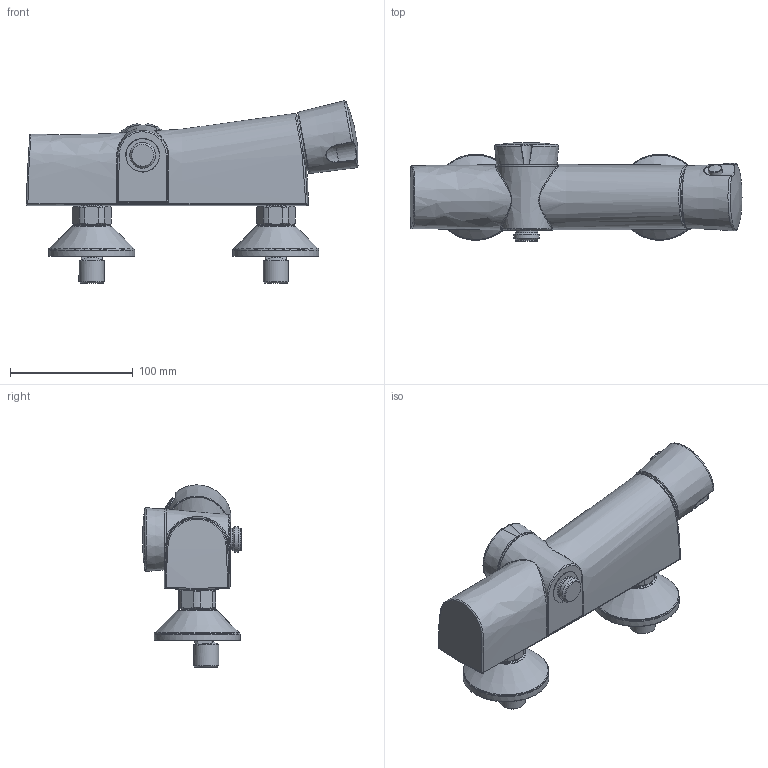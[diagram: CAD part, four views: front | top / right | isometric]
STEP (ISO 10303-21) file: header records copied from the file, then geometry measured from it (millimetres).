
FILE_DESCRIPTION (( 'STEP AP203' ), '1' );
FILE_NAME ('6370U+64640101.STEP', '2017-03-09T05:56:58', ( '' ), ( '' ), 'SwSTEP 2.0', 'SolidWorks 2016', '' );
FILE_SCHEMA (( 'CONFIG_CONTROL_DESIGN' ));
Length unit declared in the file: millimetre
Products named in the file (1): 6370U+64640101
Bounding box: 270.4 x 80.27 x 148.42 mm (x, y, z)
Surface area: 108224.8 mm2 (no closed solid volume)
Topology: 0 solids, 7 shells, 205 faces, 437 edges, 265 vertices
Faces by surface type: plane 48, cone 47, bspline 46, cylinder 39, sphere 13, torus 12
Full cylindrical faces by diameter (mm): 11.3 x1, 18 x1, 18.2 x1, 20.6 x2, 20.955 x1, 24 x2, 26 x2, 26.2 x4, 38.169 x1, 49 x1, 69.2 x2, 70 x2
Entity records: 11478 total; most frequent: CARTESIAN_POINT 7717, ORIENTED_EDGE 722, DIRECTION 688, EDGE_CURVE 362, AXIS2_PLACEMENT_3D 330, EDGE_LOOP 285, VERTEX_POINT 245, FACE_OUTER_BOUND 243
